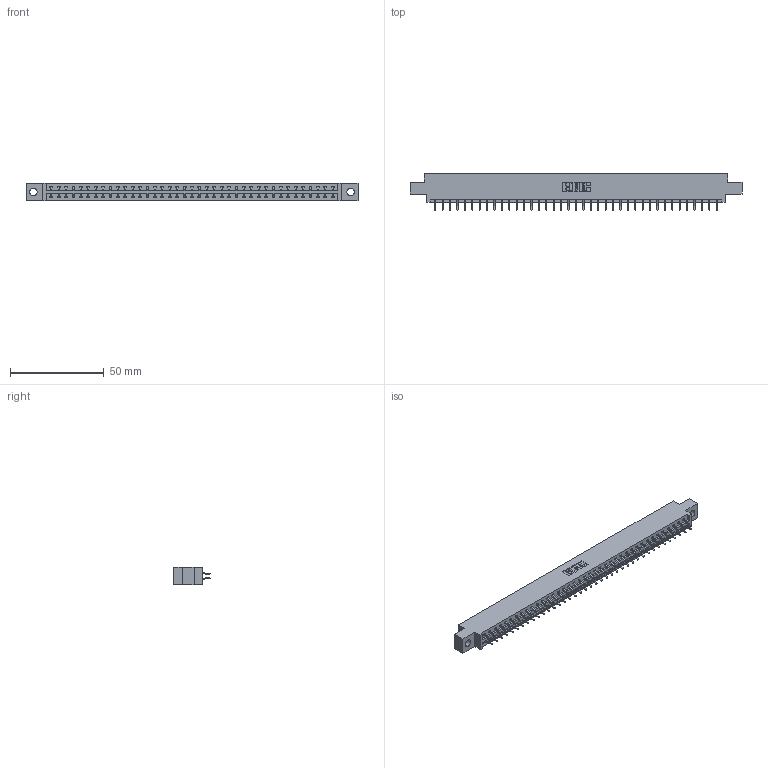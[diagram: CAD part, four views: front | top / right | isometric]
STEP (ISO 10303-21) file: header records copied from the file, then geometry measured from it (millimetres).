
FILE_DESCRIPTION (( 'STEP AP203' ), '1' );
FILE_NAME ('337-078-556-804.STEP', '2019-10-15T14:36:08', ( '' ), ( '' ), 'SwSTEP 2.0', 'SolidWorks 2016', '' );
FILE_SCHEMA (( 'CONFIG_CONTROL_DESIGN' ));
Length unit declared in the file: inch
Products named in the file (3): 337 Part_0.170 Offset - 0.156 Dia-TH; 345-292-001_556 Tail; 337-078-556-804
Assembly tree (79 placements, depth 2):
  337-078-556-804
    337 Part_0.170 Offset - 0.156 Dia-TH
    345-292-001_556 Tail  x78
Bounding box: 177.55 x 19.57 x 9.4 mm (x, y, z)
Volume: 18462.8 mm3; surface area: 20666 mm2
Topology: 79 solids, 79 shells, 4798 faces, 14285 edges, 9418 vertices
Faces by surface type: plane 3350, cylinder 1448
Entity records: 30981 total; most frequent: CARTESIAN_POINT 5238, ORIENTED_EDGE 5162, DIRECTION 4449, EDGE_CURVE 2581, LINE 2445, VECTOR 2445, VERTEX_POINT 1718, AXIS2_PLACEMENT_3D 1002
